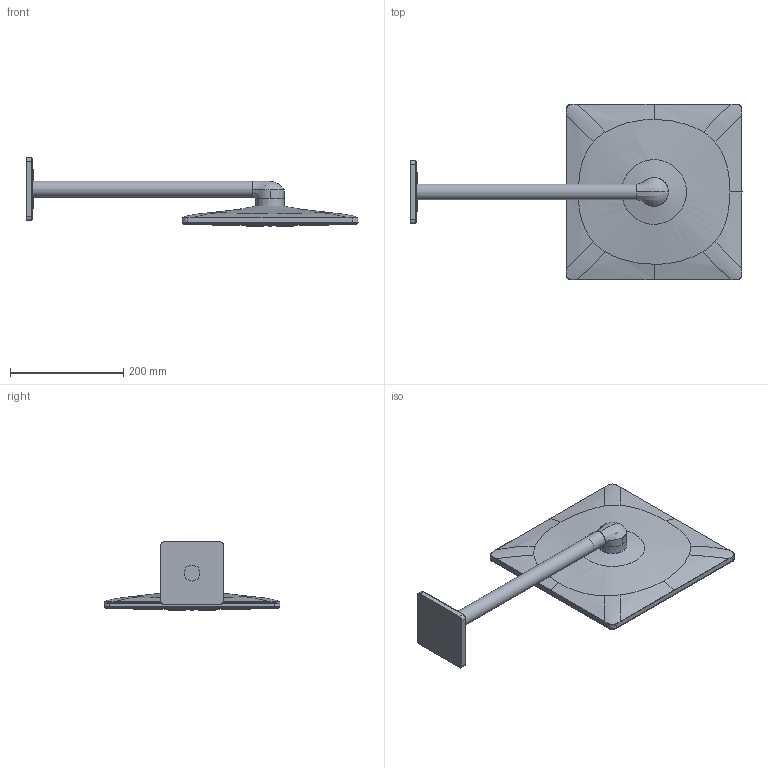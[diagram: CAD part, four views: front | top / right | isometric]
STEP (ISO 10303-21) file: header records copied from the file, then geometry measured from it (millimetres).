
FILE_DESCRIPTION(/* description */ ('Unknown'),/* implementation_level */ '2;1');
FILE_NAME(/* name */ '26479000',/* time_stamp */ '2022-09-07T07:22:47+02:00',/* author */ ('Unknown'),/* organization */ ('GROHE AG'),/* preprocessor_version */ 'ST-DEVELOPER v16.7',/* originating_system */ 'DEX',/* authorisation */ $);
FILE_SCHEMA (('AUTOMOTIVE_DESIGN {1 0 10303 214 3 1 1}'));
Products named in the file (8): 26479000; EXTRUDE#636; 20161121_SQUARE_SPRAYFACE_RADIUS; 26479000_0; 26479000_1; 26479000_2; 26479000_3
Assembly tree (7 placements, depth 2):
  26479000
    EXTRUDE#636
    20161121_SQUARE_SPRAYFACE_RADIUS
    26479000
    26479000_0
    26479000_1
    26479000_2
    26479000_3
Bounding box: 585.38 x 310.01 x 120.36 mm (x, y, z)
Volume: 2183594 mm3; surface area: 688168.1 mm2
Topology: 8 solids, 9 shells, 537 faces, 1151 edges, 700 vertices
Faces by surface type: bspline 184, plane 179, cylinder 148, cone 16, torus 10
Full cylindrical faces by diameter (mm): 5 x112, 25.199 x1, 28 x1, 43.9 x1
Entity records: 35842 total; most frequent: CARTESIAN_POINT 26177, ORIENTED_EDGE 1904, DIRECTION 1277, EDGE_CURVE 952, EDGE_LOOP 774, FACE_BOUND 774, VERTEX_POINT 670, B_SPLINE_CURVE_WITH_KNOTS 591
